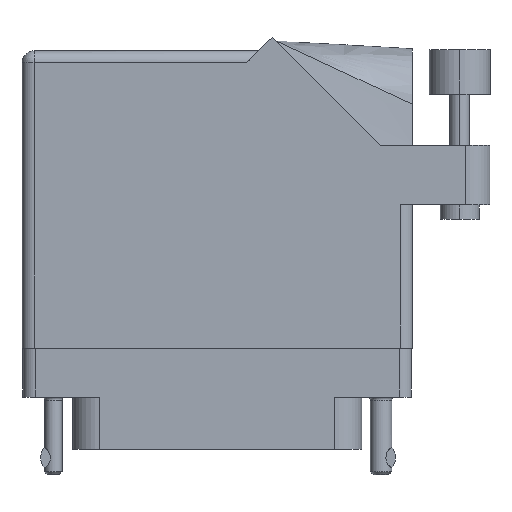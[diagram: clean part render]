
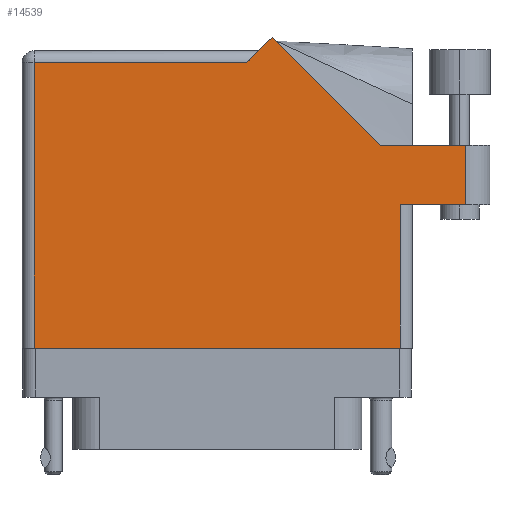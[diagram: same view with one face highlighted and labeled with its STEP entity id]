
A CAD part, front view. The second image highlights one B-rep face of the part: STEP entity #14539.
In plain terms, the highlighted face is planar.
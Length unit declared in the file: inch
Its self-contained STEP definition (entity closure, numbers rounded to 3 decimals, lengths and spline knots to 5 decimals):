
#50 = CARTESIAN_POINT ( 'NONE',  ( 0.943, 0.637, 0.455 ) ) ;
#1443 = VECTOR ( 'NONE', #5378, 39.37008 ) ;
#1834 = VERTEX_POINT ( 'NONE', #25311 ) ;
#2073 = DIRECTION ( 'NONE',  ( -1., 0., 0. ) ) ;
#2340 = CARTESIAN_POINT ( 'NONE',  ( 0.83942, 0.944, 0.455 ) ) ;
#2393 = ORIENTED_EDGE ( 'NONE', *, *, #21413, .T. ) ;
#2649 = ORIENTED_EDGE ( 'NONE', *, *, #20106, .T. ) ;
#4576 = FACE_OUTER_BOUND ( 'NONE', #45576, .T. ) ;
#4828 = DIRECTION ( 'NONE',  ( -1., 0., 0. ) ) ;
#4901 = ORIENTED_EDGE ( 'NONE', *, *, #36074, .T. ) ;
#5317 = DIRECTION ( 'NONE',  ( 0., 0., -1. ) ) ;
#5324 = LINE ( 'NONE', #6058, #16400 ) ;
#5378 = DIRECTION ( 'NONE',  ( -1., 0., 0. ) ) ;
#5391 = EDGE_CURVE ( 'NONE', #23358, #15233, #48880, .T. ) ;
#6025 = VERTEX_POINT ( 'NONE', #26102 ) ;
#6058 = CARTESIAN_POINT ( 'NONE',  ( 1.405, 0.944, 0.455 ) ) ;
#6139 = VECTOR ( 'NONE', #30283, 39.37008 ) ;
#6573 = CARTESIAN_POINT ( 'NONE',  ( 1.28, 0.637, 0.455 ) ) ;
#6612 = VECTOR ( 'NONE', #9168, 39.37008 ) ;
#6954 = VECTOR ( 'NONE', #37847, 39.37008 ) ;
#7432 = LINE ( 'NONE', #22612, #6954 ) ;
#8005 = LINE ( 'NONE', #30201, #46670 ) ;
#9168 = DIRECTION ( 'NONE',  ( 1., 0., 0. ) ) ;
#9670 = CARTESIAN_POINT ( 'NONE',  ( 0.28271, 1.50071, 0.455 ) ) ;
#9970 = CARTESIAN_POINT ( 'NONE',  ( 0.83942, 0.944, 0.455 ) ) ;
#10051 = ORIENTED_EDGE ( 'NONE', *, *, #44064, .T. ) ;
#10531 = VERTEX_POINT ( 'NONE', #11084 ) ;
#10575 = CARTESIAN_POINT ( 'NONE',  ( 1.005, 0.637, 0.455 ) ) ;
#11084 = CARTESIAN_POINT ( 'NONE',  ( 0.943, 0.637, 0.455 ) ) ;
#11918 = CARTESIAN_POINT ( 'NONE',  ( -0.943, -0.1, 0.455 ) ) ;
#12271 = CARTESIAN_POINT ( 'NONE',  ( -1.005, 1.43, 0.455 ) ) ;
#13210 = CARTESIAN_POINT ( 'NONE',  ( 1.28, 0.944, 0.455 ) ) ;
#14539 = ADVANCED_FACE ( 'NONE', ( #4576 ), #19759, .F. ) ;
#14713 = DIRECTION ( 'NONE',  ( 0., 1., 0. ) ) ;
#15233 = VERTEX_POINT ( 'NONE', #9670 ) ;
#15237 = DIRECTION ( 'NONE',  ( 0., 1., 0. ) ) ;
#15744 = ORIENTED_EDGE ( 'NONE', *, *, #5391, .T. ) ;
#15822 = ORIENTED_EDGE ( 'NONE', *, *, #19456, .T. ) ;
#16400 = VECTOR ( 'NONE', #2073, 39.37008 ) ;
#17948 = VERTEX_POINT ( 'NONE', #40446 ) ;
#18240 = VERTEX_POINT ( 'NONE', #13210 ) ;
#18917 = VECTOR ( 'NONE', #29671, 39.37008 ) ;
#19456 = EDGE_CURVE ( 'NONE', #1834, #10531, #34199, .T. ) ;
#19759 = PLANE ( 'NONE',  #42595 ) ;
#20106 = EDGE_CURVE ( 'NONE', #37276, #1834, #38861, .T. ) ;
#21413 = EDGE_CURVE ( 'NONE', #45494, #18240, #8005, .T. ) ;
#22280 = LINE ( 'NONE', #10575, #6139 ) ;
#22612 = CARTESIAN_POINT ( 'NONE',  ( -0.943, -0.1, 0.455 ) ) ;
#23008 = EDGE_CURVE ( 'NONE', #10531, #45494, #22280, .T. ) ;
#23358 = VERTEX_POINT ( 'NONE', #2340 ) ;
#25232 = VECTOR ( 'NONE', #15237, 39.37008 ) ;
#25311 = CARTESIAN_POINT ( 'NONE',  ( 0.943, -0.1, 0.455 ) ) ;
#26102 = CARTESIAN_POINT ( 'NONE',  ( 0.15, 1.368, 0.455 ) ) ;
#26175 = ORIENTED_EDGE ( 'NONE', *, *, #34389, .T. ) ;
#26327 = CARTESIAN_POINT ( 'NONE',  ( 0.212, 1.43, 0.455 ) ) ;
#27798 = CARTESIAN_POINT ( 'NONE',  ( -1.005, 1.368, 0.455 ) ) ;
#28272 = LINE ( 'NONE', #27798, #1443 ) ;
#29671 = DIRECTION ( 'NONE',  ( -0.707, 0.707, 0. ) ) ;
#30201 = CARTESIAN_POINT ( 'NONE',  ( 1.28, 0.944, 0.455 ) ) ;
#30283 = DIRECTION ( 'NONE',  ( 1., 0., 0. ) ) ;
#32501 = ORIENTED_EDGE ( 'NONE', *, *, #36685, .T. ) ;
#33062 = DIRECTION ( 'NONE',  ( -0.707, -0.707, 0. ) ) ;
#34199 = LINE ( 'NONE', #50, #25232 ) ;
#34389 = EDGE_CURVE ( 'NONE', #18240, #23358, #5324, .T. ) ;
#36074 = EDGE_CURVE ( 'NONE', #17948, #37276, #7432, .T. ) ;
#36685 = EDGE_CURVE ( 'NONE', #6025, #17948, #28272, .T. ) ;
#37276 = VERTEX_POINT ( 'NONE', #11918 ) ;
#37847 = DIRECTION ( 'NONE',  ( 0., -1., 0. ) ) ;
#38861 = LINE ( 'NONE', #43345, #6612 ) ;
#40446 = CARTESIAN_POINT ( 'NONE',  ( -0.943, 1.368, 0.455 ) ) ;
#41038 = LINE ( 'NONE', #26327, #45369 ) ;
#42595 = AXIS2_PLACEMENT_3D ( 'NONE', #12271, #5317, #4828 ) ;
#43345 = CARTESIAN_POINT ( 'NONE',  ( -1.005, -0.1, 0.455 ) ) ;
#44064 = EDGE_CURVE ( 'NONE', #15233, #6025, #41038, .T. ) ;
#44271 = ORIENTED_EDGE ( 'NONE', *, *, #23008, .T. ) ;
#45369 = VECTOR ( 'NONE', #33062, 39.37008 ) ;
#45494 = VERTEX_POINT ( 'NONE', #6573 ) ;
#45576 = EDGE_LOOP ( 'NONE', ( #44271, #2393, #26175, #15744, #10051, #32501, #4901, #2649, #15822 ) ) ;
#46670 = VECTOR ( 'NONE', #14713, 39.37008 ) ;
#48880 = LINE ( 'NONE', #9970, #18917 ) ;
